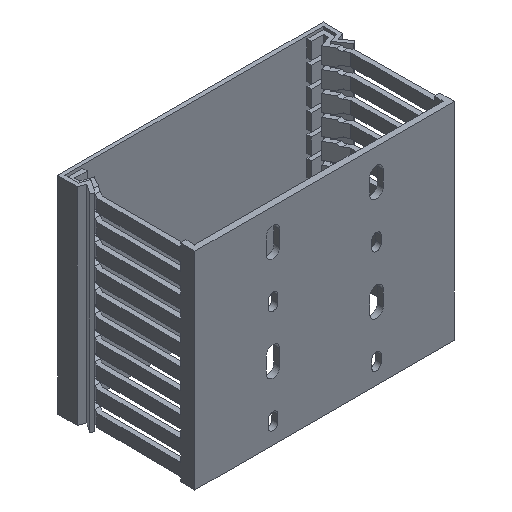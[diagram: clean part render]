
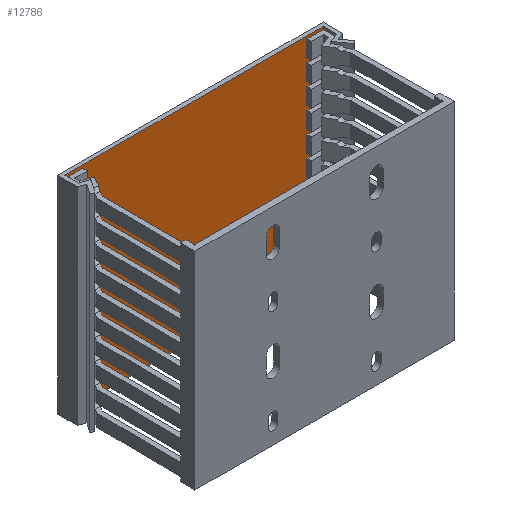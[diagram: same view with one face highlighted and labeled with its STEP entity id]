
A CAD part, isometric view. The second image highlights one B-rep face of the part: STEP entity #12786.
In plain terms, the highlighted planar face has unit normal (0, -1, 0).
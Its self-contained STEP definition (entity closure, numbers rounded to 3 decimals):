
#12417=DIRECTION('',(0.,0.,1.));
#12418=VECTOR('',#12417,100.);
#12419=CARTESIAN_POINT('',(62.4,-1.8,0.));
#12420=LINE('2091',#12419,#12418);
#12429=DIRECTION('',(-1.,0.,0.));
#12430=VECTOR('',#12429,124.8);
#12431=CARTESIAN_POINT('',(62.4,-1.8,0.));
#12432=LINE('2442',#12431,#12430);
#12433=DIRECTION('',(0.,0.,1.));
#12434=VECTOR('',#12433,100.);
#12435=CARTESIAN_POINT('',(-62.4,-1.8,0.));
#12436=LINE('2410',#12435,#12434);
#12437=DIRECTION('',(1.,0.,0.));
#12438=VECTOR('',#12437,124.8);
#12439=CARTESIAN_POINT('',(-62.4,-1.8,100.));
#12440=LINE('2443',#12439,#12438);
#12505=CARTESIAN_POINT('',(62.4,-1.8,0.));
#12506=CARTESIAN_POINT('',(62.4,-1.8,100.));
#12507=VERTEX_POINT('',#12505);
#12508=VERTEX_POINT('',#12506);
#12509=CARTESIAN_POINT('',(-62.4,-1.8,0.));
#12510=CARTESIAN_POINT('',(-62.4,-1.8,100.));
#12511=VERTEX_POINT('',#12509);
#12512=VERTEX_POINT('',#12510);
#12774=CARTESIAN_POINT('',(-60.9,-1.8,0.));
#12775=DIRECTION('',(0.,-1.,0.));
#12776=DIRECTION('',(1.,0.,0.));
#12777=AXIS2_PLACEMENT_3D('',#12774,#12775,#12776);
#12778=PLANE('510',#12777);
#12779=ORIENTED_EDGE('2442',*,*,#12550,.T.);
#12781=ORIENTED_EDGE('2410',*,*,#12780,.T.);
#12782=ORIENTED_EDGE('2443',*,*,#12646,.T.);
#12783=ORIENTED_EDGE('2091',*,*,#12767,.F.);
#12784=EDGE_LOOP('510',(#12779,#12781,#12782,#12783));
#12785=FACE_OUTER_BOUND('510',#12784,.F.);
#12786=ADVANCED_FACE('510',(#12785),#12778,.T.);
#12550=EDGE_CURVE('2442',#12507,#12511,#12432,.T.);
#12646=EDGE_CURVE('2443',#12512,#12508,#12440,.T.);
#12767=EDGE_CURVE('2091',#12507,#12508,#12420,.T.);
#12780=EDGE_CURVE('2410',#12511,#12512,#12436,.T.);
